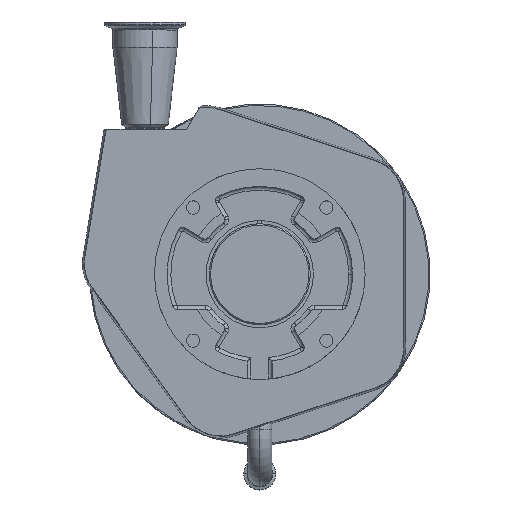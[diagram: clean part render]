
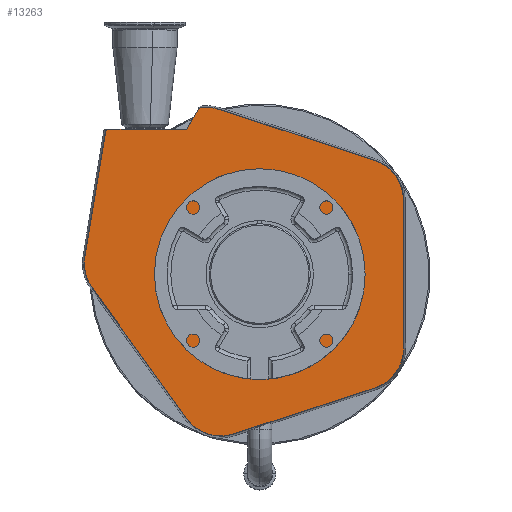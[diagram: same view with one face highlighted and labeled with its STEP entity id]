
A CAD part, top view. The second image highlights one B-rep face of the part: STEP entity #13263.
In plain terms, the highlighted planar face has unit normal (0, 0, 1).
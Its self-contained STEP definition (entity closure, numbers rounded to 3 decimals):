
#218 = ORIENTED_EDGE ( 'NONE', *, *, #15397, .F. ) ;
#335 = DIRECTION ( 'NONE',  ( 0., -1., 0. ) ) ;
#416 = DIRECTION ( 'NONE',  ( 0., 0., -1. ) ) ;
#474 = CARTESIAN_POINT ( 'NONE',  ( -122.265, 112.692, -141.5 ) ) ;
#505 = ORIENTED_EDGE ( 'NONE', *, *, #11767, .F. ) ;
#508 = AXIS2_PLACEMENT_3D ( 'NONE', #5430, #10146, #9190 ) ;
#543 = VECTOR ( 'NONE', #11659, 1000. ) ;
#698 = DIRECTION ( 'NONE',  ( 0., -1., 0. ) ) ;
#788 = CARTESIAN_POINT ( 'NONE',  ( -144.448, -21.005, -141.5 ) ) ;
#816 = LINE ( 'NONE', #4463, #3657 ) ;
#906 = EDGE_CURVE ( 'NONE', #14549, #14438, #15145, .T. ) ;
#926 = AXIS2_PLACEMENT_3D ( 'NONE', #1769, #2774, #4099 ) ;
#1142 = EDGE_LOOP ( 'NONE', ( #6256, #9712, #3253, #6565, #8148, #218, #2953, #7830, #3617, #13200, #7455, #1750, #6901, #4374 ) ) ;
#1186 = EDGE_CURVE ( 'NONE', #4520, #3754, #14325, .T. ) ;
#1233 = DIRECTION ( 'NONE',  ( 0., -1., 0. ) ) ;
#1319 = LINE ( 'NONE', #8447, #3450 ) ;
#1391 = AXIS2_PLACEMENT_3D ( 'NONE', #8438, #9607, #5765 ) ;
#1421 = CARTESIAN_POINT ( 'NONE',  ( 80.599, -58.344, -141.5 ) ) ;
#1592 = VECTOR ( 'NONE', #5535, 1000. ) ;
#1630 = CIRCLE ( 'NONE', #1391, 55. ) ;
#1635 = VERTEX_POINT ( 'NONE', #3871 ) ;
#1750 = ORIENTED_EDGE ( 'NONE', *, *, #15271, .F. ) ;
#1769 = CARTESIAN_POINT ( 'NONE',  ( 0., 175., -141.5 ) ) ;
#1894 = CIRCLE ( 'NONE', #14632, 55. ) ;
#1929 = VERTEX_POINT ( 'NONE', #9517 ) ;
#1953 = CARTESIAN_POINT ( 'NONE',  ( -36.962, -143.255, -141.5 ) ) ;
#2067 = LINE ( 'NONE', #11607, #8260 ) ;
#2247 = EDGE_CURVE ( 'NONE', #1635, #8626, #2067, .T. ) ;
#2393 = CARTESIAN_POINT ( 'NONE',  ( 80.395, 58.625, -141.5 ) ) ;
#2774 = DIRECTION ( 'NONE',  ( 0., 0., 1. ) ) ;
#2934 = DIRECTION ( 'NONE',  ( 0., 0., -1. ) ) ;
#2953 = ORIENTED_EDGE ( 'NONE', *, *, #8235, .F. ) ;
#3146 = VERTEX_POINT ( 'NONE', #8323 ) ;
#3213 = DIRECTION ( 'NONE',  ( -1., 0., 0. ) ) ;
#3253 = ORIENTED_EDGE ( 'NONE', *, *, #13758, .T. ) ;
#3341 = CARTESIAN_POINT ( 'NONE',  ( 125.679, 78.915, -141.5 ) ) ;
#3438 = DIRECTION ( 'NONE',  ( 0., -1., 0. ) ) ;
#3450 = VECTOR ( 'NONE', #3785, 1000. ) ;
#3530 = VERTEX_POINT ( 'NONE', #11670 ) ;
#3571 = CARTESIAN_POINT ( 'NONE',  ( -31.752, 130.619, -141.5 ) ) ;
#3617 = ORIENTED_EDGE ( 'NONE', *, *, #1186, .F. ) ;
#3657 = VECTOR ( 'NONE', #3213, 1000. ) ;
#3754 = VERTEX_POINT ( 'NONE', #4998 ) ;
#3785 = DIRECTION ( 'NONE',  ( -0.951, -0.309, 0. ) ) ;
#3871 = CARTESIAN_POINT ( 'NONE',  ( -48.352, 131.711, -141.5 ) ) ;
#3985 = CARTESIAN_POINT ( 'NONE',  ( -58., 115., -141.5 ) ) ;
#4030 = VERTEX_POINT ( 'NONE', #10718 ) ;
#4099 = DIRECTION ( 'NONE',  ( 0., -1., 0. ) ) ;
#4374 = ORIENTED_EDGE ( 'NONE', *, *, #7079, .F. ) ;
#4463 = CARTESIAN_POINT ( 'NONE',  ( 0., 115., -141.5 ) ) ;
#4473 = DIRECTION ( 'NONE',  ( -0.5, -0.866, 0. ) ) ;
#4520 = VERTEX_POINT ( 'NONE', #12162 ) ;
#4625 = DIRECTION ( 'NONE',  ( 0., -1., 0. ) ) ;
#4697 = VECTOR ( 'NONE', #8399, 1000. ) ;
#4987 = EDGE_CURVE ( 'NONE', #9090, #4520, #1319, .T. ) ;
#4998 = CARTESIAN_POINT ( 'NONE',  ( -57.994, -114.136, -141.5 ) ) ;
#5123 = CARTESIAN_POINT ( 'NONE',  ( 0., 55., -141.5 ) ) ;
#5139 = EDGE_CURVE ( 'NONE', #1635, #14394, #9750, .T. ) ;
#5430 = CARTESIAN_POINT ( 'NONE',  ( -42.176, 98.881, -141.5 ) ) ;
#5449 = CARTESIAN_POINT ( 'NONE',  ( -139.035, 8.87, -141.5 ) ) ;
#5535 = DIRECTION ( 'NONE',  ( 0.164, 0.987, 0. ) ) ;
#5549 = AXIS2_PLACEMENT_3D ( 'NONE', #2393, #11948, #1233 ) ;
#5630 = LINE ( 'NONE', #3341, #543 ) ;
#5765 = DIRECTION ( 'NONE',  ( 0., -1., 0. ) ) ;
#6094 = CARTESIAN_POINT ( 'NONE',  ( -138.584, 14.338, -141.5 ) ) ;
#6256 = ORIENTED_EDGE ( 'NONE', *, *, #5139, .F. ) ;
#6306 = FACE_BOUND ( 'NONE', #7416, .T. ) ;
#6538 = DIRECTION ( 'NONE',  ( 0., -1., 0. ) ) ;
#6565 = ORIENTED_EDGE ( 'NONE', *, *, #8460, .F. ) ;
#6901 = ORIENTED_EDGE ( 'NONE', *, *, #8330, .F. ) ;
#7079 = EDGE_CURVE ( 'NONE', #14394, #1929, #5630, .T. ) ;
#7352 = AXIS2_PLACEMENT_3D ( 'NONE', #7649, #2934, #698 ) ;
#7416 = EDGE_LOOP ( 'NONE', ( #9122, #505 ) ) ;
#7455 = ORIENTED_EDGE ( 'NONE', *, *, #10066, .F. ) ;
#7649 = CARTESIAN_POINT ( 'NONE',  ( -30.912, -94.576, -141.5 ) ) ;
#7717 = PLANE ( 'NONE',  #926 ) ;
#7830 = ORIENTED_EDGE ( 'NONE', *, *, #10178, .F. ) ;
#8031 = VERTEX_POINT ( 'NONE', #8662 ) ;
#8148 = ORIENTED_EDGE ( 'NONE', *, *, #906, .F. ) ;
#8235 = EDGE_CURVE ( 'NONE', #3530, #13033, #15269, .T. ) ;
#8260 = VECTOR ( 'NONE', #4473, 1000. ) ;
#8313 = LINE ( 'NONE', #15396, #4697 ) ;
#8323 = CARTESIAN_POINT ( 'NONE',  ( 113.801, 58.683, -141.5 ) ) ;
#8330 = EDGE_CURVE ( 'NONE', #1929, #3146, #8823, .T. ) ;
#8399 = DIRECTION ( 'NONE',  ( 0.002, -1., 0. ) ) ;
#8438 = CARTESIAN_POINT ( 'NONE',  ( 0., 0., -141.5 ) ) ;
#8447 = CARTESIAN_POINT ( 'NONE',  ( 90.922, -90.115, -141.5 ) ) ;
#8460 = EDGE_CURVE ( 'NONE', #14438, #8031, #15027, .T. ) ;
#8584 = AXIS2_PLACEMENT_3D ( 'NONE', #13320, #9572, #4625 ) ;
#8626 = VERTEX_POINT ( 'NONE', #3985 ) ;
#8631 = DIRECTION ( 'NONE',  ( 0., 0., -1. ) ) ;
#8662 = CARTESIAN_POINT ( 'NONE',  ( -121.194, 115., -141.5 ) ) ;
#8717 = VERTEX_POINT ( 'NONE', #12766 ) ;
#8823 = CIRCLE ( 'NONE', #5549, 33.406 ) ;
#9090 = VERTEX_POINT ( 'NONE', #13906 ) ;
#9107 = CIRCLE ( 'NONE', #10612, 33.406 ) ;
#9122 = ORIENTED_EDGE ( 'NONE', *, *, #12268, .F. ) ;
#9190 = DIRECTION ( 'NONE',  ( 0., -1., 0. ) ) ;
#9217 = AXIS2_PLACEMENT_3D ( 'NONE', #11056, #416, #335 ) ;
#9517 = CARTESIAN_POINT ( 'NONE',  ( 90.819, 90.363, -141.5 ) ) ;
#9572 = DIRECTION ( 'NONE',  ( 0., 0., -1. ) ) ;
#9607 = DIRECTION ( 'NONE',  ( 0., 0., 1. ) ) ;
#9712 = ORIENTED_EDGE ( 'NONE', *, *, #2247, .T. ) ;
#9750 = CIRCLE ( 'NONE', #508, 33.406 ) ;
#10066 = EDGE_CURVE ( 'NONE', #8717, #9090, #9107, .T. ) ;
#10146 = DIRECTION ( 'NONE',  ( 0., 0., -1. ) ) ;
#10178 = EDGE_CURVE ( 'NONE', #3754, #3530, #10401, .T. ) ;
#10401 = LINE ( 'NONE', #1953, #15087 ) ;
#10583 = CARTESIAN_POINT ( 'NONE',  ( -105.628, 8.87, -141.5 ) ) ;
#10612 = AXIS2_PLACEMENT_3D ( 'NONE', #1421, #8631, #14851 ) ;
#10718 = CARTESIAN_POINT ( 'NONE',  ( 0., -55., -141.5 ) ) ;
#11056 = CARTESIAN_POINT ( 'NONE',  ( -105.628, 8.87, -141.5 ) ) ;
#11057 = AXIS2_PLACEMENT_3D ( 'NONE', #10583, #15322, #3438 ) ;
#11350 = DIRECTION ( 'NONE',  ( -0.586, 0.811, 0. ) ) ;
#11607 = CARTESIAN_POINT ( 'NONE',  ( -17.519, 185.115, -141.5 ) ) ;
#11659 = DIRECTION ( 'NONE',  ( 0.95, -0.312, 0. ) ) ;
#11670 = CARTESIAN_POINT ( 'NONE',  ( -132.709, -10.69, -141.5 ) ) ;
#11767 = EDGE_CURVE ( 'NONE', #13260, #4030, #1630, .T. ) ;
#11948 = DIRECTION ( 'NONE',  ( 0., 0., -1. ) ) ;
#12162 = CARTESIAN_POINT ( 'NONE',  ( -20.589, -126.348, -141.5 ) ) ;
#12223 = CIRCLE ( 'NONE', #9217, 33.406 ) ;
#12268 = EDGE_CURVE ( 'NONE', #4030, #13260, #1894, .T. ) ;
#12766 = CARTESIAN_POINT ( 'NONE',  ( 114.005, -58.286, -141.5 ) ) ;
#13033 = VERTEX_POINT ( 'NONE', #5449 ) ;
#13200 = ORIENTED_EDGE ( 'NONE', *, *, #4987, .F. ) ;
#13260 = VERTEX_POINT ( 'NONE', #5123 ) ;
#13263 = ADVANCED_FACE ( 'NONE', ( #6306, #14742 ), #7717, .T. ) ;
#13320 = CARTESIAN_POINT ( 'NONE',  ( -117.56, 111.911, -141.5 ) ) ;
#13422 = DIRECTION ( 'NONE',  ( 0., 0., 1. ) ) ;
#13714 = CARTESIAN_POINT ( 'NONE',  ( 0., 0., -141.5 ) ) ;
#13758 = EDGE_CURVE ( 'NONE', #8626, #8031, #816, .T. ) ;
#13906 = CARTESIAN_POINT ( 'NONE',  ( 90.922, -90.115, -141.5 ) ) ;
#14325 = CIRCLE ( 'NONE', #7352, 33.406 ) ;
#14394 = VERTEX_POINT ( 'NONE', #3571 ) ;
#14438 = VERTEX_POINT ( 'NONE', #474 ) ;
#14549 = VERTEX_POINT ( 'NONE', #6094 ) ;
#14632 = AXIS2_PLACEMENT_3D ( 'NONE', #13714, #13422, #6538 ) ;
#14742 = FACE_OUTER_BOUND ( 'NONE', #1142, .T. ) ;
#14851 = DIRECTION ( 'NONE',  ( 0., -1., 0. ) ) ;
#15027 = CIRCLE ( 'NONE', #8584, 4.77 ) ;
#15087 = VECTOR ( 'NONE', #11350, 1000. ) ;
#15145 = LINE ( 'NONE', #788, #1592 ) ;
#15269 = CIRCLE ( 'NONE', #11057, 33.406 ) ;
#15271 = EDGE_CURVE ( 'NONE', #3146, #8717, #8313, .T. ) ;
#15322 = DIRECTION ( 'NONE',  ( 0., 0., -1. ) ) ;
#15396 = CARTESIAN_POINT ( 'NONE',  ( 114.005, -58.286, -141.5 ) ) ;
#15397 = EDGE_CURVE ( 'NONE', #13033, #14549, #12223, .T. ) ;
